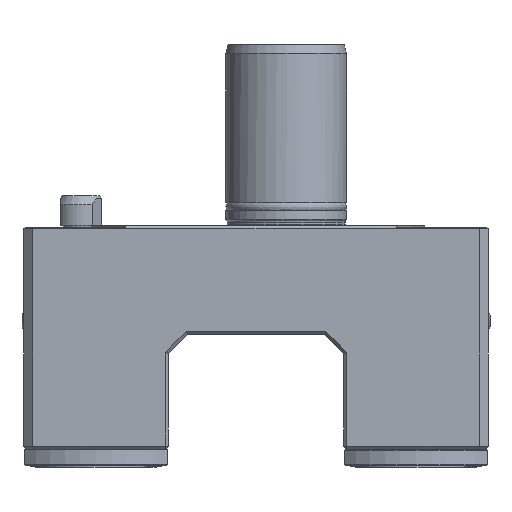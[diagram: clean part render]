
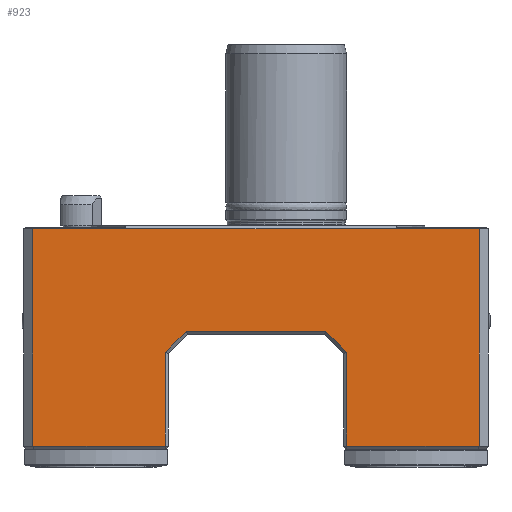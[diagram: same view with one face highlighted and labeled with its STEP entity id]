
A CAD part, front view. The second image highlights one B-rep face of the part: STEP entity #923.
In plain terms, the highlighted planar face has unit normal (0, -1, 0).
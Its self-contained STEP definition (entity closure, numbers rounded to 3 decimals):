
#143=LINE('',#5351,#348);
#163=LINE('',#5391,#368);
#174=LINE('',#5413,#379);
#175=LINE('',#5416,#380);
#176=LINE('',#5417,#381);
#177=LINE('',#5419,#382);
#178=LINE('',#5421,#383);
#179=LINE('',#5423,#384);
#180=LINE('',#5425,#385);
#181=LINE('',#5427,#386);
#348=VECTOR('',#3945,1.);
#368=VECTOR('',#3975,1.);
#379=VECTOR('',#4002,1.);
#380=VECTOR('',#4003,1.);
#381=VECTOR('',#4004,1.);
#382=VECTOR('',#4005,1.);
#383=VECTOR('',#4006,1.);
#384=VECTOR('',#4007,1.);
#385=VECTOR('',#4008,1.);
#386=VECTOR('',#4009,1.);
#610=PLANE('',#3362);
#740=FACE_OUTER_BOUND('',#1419,.T.);
#923=ADVANCED_FACE('',(#740),#610,.T.);
#1419=EDGE_LOOP('',(#1898,#1899,#1900,#1901,#1902,#1903,#1904,#1905,#1906,
#1907));
#1898=ORIENTED_EDGE('',*,*,#2809,.T.);
#1899=ORIENTED_EDGE('',*,*,#2810,.T.);
#1900=ORIENTED_EDGE('',*,*,#2778,.T.);
#1901=ORIENTED_EDGE('',*,*,#2798,.T.);
#1902=ORIENTED_EDGE('',*,*,#2811,.T.);
#1903=ORIENTED_EDGE('',*,*,#2812,.T.);
#1904=ORIENTED_EDGE('',*,*,#2813,.T.);
#1905=ORIENTED_EDGE('',*,*,#2814,.T.);
#1906=ORIENTED_EDGE('',*,*,#2815,.T.);
#1907=ORIENTED_EDGE('',*,*,#2816,.T.);
#2467=VERTEX_POINT('',#5352);
#2468=VERTEX_POINT('',#5353);
#2481=VERTEX_POINT('',#5390);
#2485=VERTEX_POINT('',#5414);
#2486=VERTEX_POINT('',#5415);
#2487=VERTEX_POINT('',#5418);
#2488=VERTEX_POINT('',#5420);
#2489=VERTEX_POINT('',#5422);
#2490=VERTEX_POINT('',#5424);
#2491=VERTEX_POINT('',#5426);
#2778=EDGE_CURVE('',#2467,#2468,#143,.T.);
#2798=EDGE_CURVE('',#2468,#2481,#163,.T.);
#2809=EDGE_CURVE('',#2485,#2486,#174,.T.);
#2810=EDGE_CURVE('',#2486,#2467,#175,.T.);
#2811=EDGE_CURVE('',#2481,#2487,#176,.T.);
#2812=EDGE_CURVE('',#2487,#2488,#177,.T.);
#2813=EDGE_CURVE('',#2488,#2489,#178,.T.);
#2814=EDGE_CURVE('',#2489,#2490,#179,.T.);
#2815=EDGE_CURVE('',#2490,#2491,#180,.T.);
#2816=EDGE_CURVE('',#2491,#2485,#181,.T.);
#3362=AXIS2_PLACEMENT_3D('',#5428,#4010,#4011);
#3945=DIRECTION('',(0.,0.,-1.));
#3975=DIRECTION('',(1.,0.,0.));
#4002=DIRECTION('',(0.,0.,1.));
#4003=DIRECTION('',(-1.,0.,0.));
#4004=DIRECTION('',(0.,0.,1.));
#4005=DIRECTION('',(0.707,0.,0.707));
#4006=DIRECTION('',(1.,0.,0.));
#4007=DIRECTION('',(0.707,0.,-0.707));
#4008=DIRECTION('',(0.,0.,-1.));
#4009=DIRECTION('',(1.,0.,0.));
#4010=DIRECTION('',(0.,-1.,0.));
#4011=DIRECTION('',(0.,0.,1.));
#5351=CARTESIAN_POINT('',(-84.,-38.,-74.));
#5352=CARTESIAN_POINT('',(-84.,-38.,-1.));
#5353=CARTESIAN_POINT('',(-84.,-38.,-73.));
#5390=CARTESIAN_POINT('',(-40.,-38.,-73.));
#5391=CARTESIAN_POINT('',(-39.,-38.,-73.));
#5413=CARTESIAN_POINT('',(64.,-38.,-74.));
#5414=CARTESIAN_POINT('',(64.,-38.,-73.));
#5415=CARTESIAN_POINT('',(64.,-38.,-1.));
#5416=CARTESIAN_POINT('',(-87.,-38.,-1.));
#5417=CARTESIAN_POINT('',(-40.,-38.,-42.3));
#5418=CARTESIAN_POINT('',(-40.,-38.,-41.886));
#5419=CARTESIAN_POINT('',(-33.407,-38.,-35.293));
#5420=CARTESIAN_POINT('',(-33.114,-38.,-35.));
#5421=CARTESIAN_POINT('',(12.7,-38.,-35.));
#5422=CARTESIAN_POINT('',(13.114,-38.,-35.));
#5423=CARTESIAN_POINT('',(19.707,-38.,-41.593));
#5424=CARTESIAN_POINT('',(20.,-38.,-41.886));
#5425=CARTESIAN_POINT('',(20.,-38.,-74.));
#5426=CARTESIAN_POINT('',(20.,-38.,-73.));
#5427=CARTESIAN_POINT('',(64.,-38.,-73.));
#5428=CARTESIAN_POINT('',(-87.,-38.,-74.));
